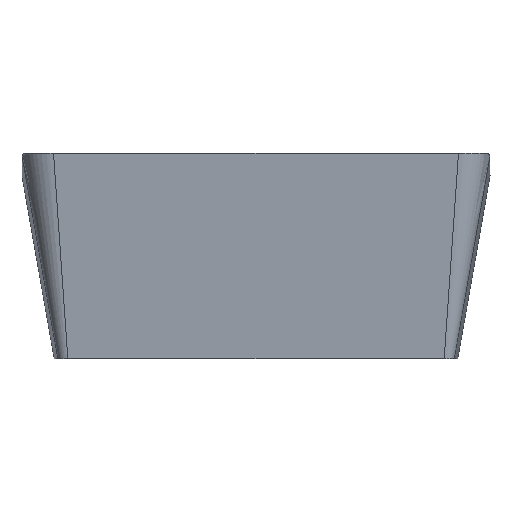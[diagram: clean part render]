
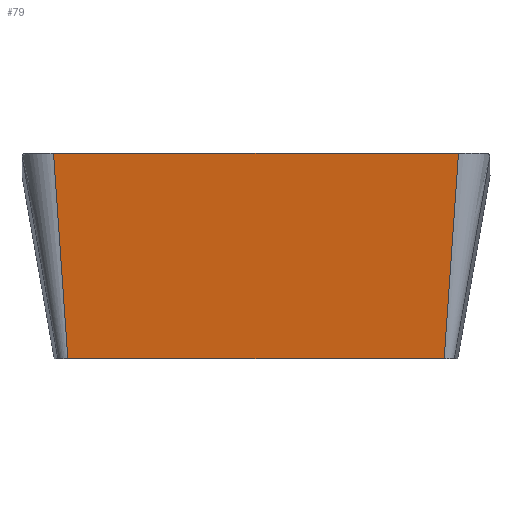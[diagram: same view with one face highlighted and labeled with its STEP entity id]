
A CAD part, front view. The second image highlights one B-rep face of the part: STEP entity #79.
In plain terms, the highlighted planar face has unit normal (0, -0.995, -0.104).
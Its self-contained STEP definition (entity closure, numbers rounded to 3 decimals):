
#47=FACE_OUTER_BOUND('',#144,.T.);
#79=ADVANCED_FACE('*FAC18',(#47),#101,.F.);
#101=PLANE('',#533);
#144=EDGE_LOOP('',(#194,#195,#196,#197));
#194=ORIENTED_EDGE('',*,*,#357,.T.);
#195=ORIENTED_EDGE('',*,*,#364,.F.);
#196=ORIENTED_EDGE('',*,*,#365,.F.);
#197=ORIENTED_EDGE('',*,*,#366,.F.);
#312=VERTEX_POINT('',#868);
#313=VERTEX_POINT('',#870);
#319=VERTEX_POINT('',#898);
#320=VERTEX_POINT('',#900);
#357=EDGE_CURVE('',#313,#312,#418,.T.);
#364=EDGE_CURVE('',#319,#312,#420,.T.);
#365=EDGE_CURVE('',#320,#319,#421,.T.);
#366=EDGE_CURVE('',#313,#320,#422,.T.);
#418=LINE('',#869,#454);
#420=LINE('',#897,#456);
#421=LINE('',#899,#457);
#422=LINE('',#901,#458);
#454=VECTOR('',#581,1.);
#456=VECTOR('',#601,1.);
#457=VECTOR('',#602,1.);
#458=VECTOR('',#603,1.);
#533=AXIS2_PLACEMENT_3D('',#902,#604,#605);
#581=DIRECTION('',(1.,0.,0.));
#601=DIRECTION('',(-0.069,0.104,-0.992));
#602=DIRECTION('',(1.,0.,0.));
#603=DIRECTION('',(-0.069,-0.104,0.992));
#604=DIRECTION('',(0.,0.995,0.105));
#605=DIRECTION('',(0.,0.105,-0.995));
#868=CARTESIAN_POINT('',(4.708,-5.81,-5.113));
#869=CARTESIAN_POINT('',(0.,-5.81,-5.113));
#870=CARTESIAN_POINT('',(-4.708,-5.81,-5.113));
#897=CARTESIAN_POINT('',(4.886,-6.08,-2.543));
#898=CARTESIAN_POINT('',(5.065,-6.35,0.027));
#899=CARTESIAN_POINT('',(0.,-6.35,0.027));
#900=CARTESIAN_POINT('',(-5.065,-6.35,0.027));
#901=CARTESIAN_POINT('',(-4.886,-6.08,-2.543));
#902=CARTESIAN_POINT('',(0.,-6.278,-0.66));
